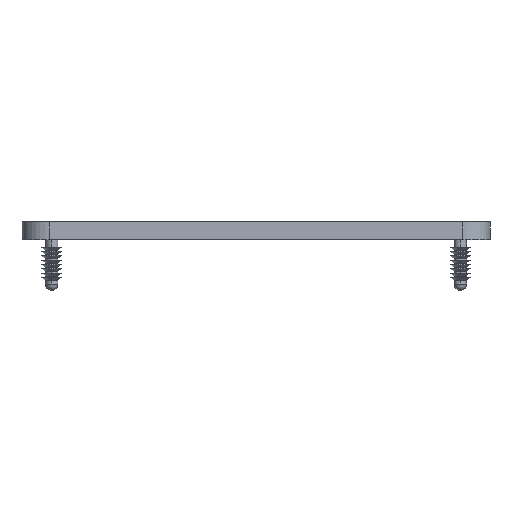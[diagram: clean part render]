
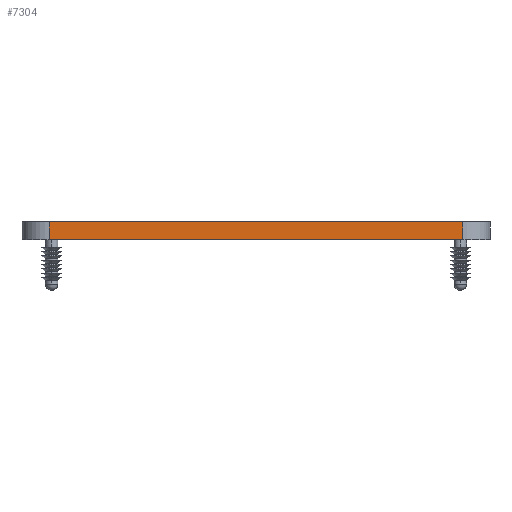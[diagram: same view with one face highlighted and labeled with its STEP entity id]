
A CAD part, left-side view. The second image highlights one B-rep face of the part: STEP entity #7304.
In plain terms, the highlighted planar face has unit normal (-1, 0, 0).
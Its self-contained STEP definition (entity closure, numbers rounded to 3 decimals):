
#199 = DIRECTION ( 'NONE',  ( 1., 0., 0. ) ) ;
#462 = ORIENTED_EDGE ( 'NONE', *, *, #10373, .F. ) ;
#793 = DIRECTION ( 'NONE',  ( 0., 1., 0. ) ) ;
#1215 = CARTESIAN_POINT ( 'NONE',  ( -60., 53., 4.6 ) ) ;
#1356 = LINE ( 'NONE', #3550, #10192 ) ;
#1361 = ORIENTED_EDGE ( 'NONE', *, *, #8565, .F. ) ;
#1391 = CARTESIAN_POINT ( 'NONE',  ( -60., -53., 4.6 ) ) ;
#1645 = VECTOR ( 'NONE', #7171, 1000. ) ;
#1667 = VERTEX_POINT ( 'NONE', #1391 ) ;
#2023 = CARTESIAN_POINT ( 'NONE',  ( -60., 0., 4.6 ) ) ;
#2408 = AXIS2_PLACEMENT_3D ( 'NONE', #3492, #199, #793 ) ;
#2578 = DIRECTION ( 'NONE',  ( 0., 1., 0. ) ) ;
#2662 = VERTEX_POINT ( 'NONE', #3246 ) ;
#2949 = CARTESIAN_POINT ( 'NONE',  ( -60., 53., 4.6 ) ) ;
#3246 = CARTESIAN_POINT ( 'NONE',  ( -60., 53., 0. ) ) ;
#3492 = CARTESIAN_POINT ( 'NONE',  ( -60., -60., 4.6 ) ) ;
#3550 = CARTESIAN_POINT ( 'NONE',  ( -60., 0., 0. ) ) ;
#3936 = LINE ( 'NONE', #1215, #1645 ) ;
#4296 = VECTOR ( 'NONE', #7195, 1000. ) ;
#4426 = EDGE_CURVE ( 'NONE', #1667, #6779, #10500, .T. ) ;
#5129 = DIRECTION ( 'NONE',  ( 0., 0., -1. ) ) ;
#5285 = FACE_OUTER_BOUND ( 'NONE', #8166, .T. ) ;
#6779 = VERTEX_POINT ( 'NONE', #6924 ) ;
#6872 = CARTESIAN_POINT ( 'NONE',  ( -60., -53., 4.6 ) ) ;
#6924 = CARTESIAN_POINT ( 'NONE',  ( -60., -53., 0. ) ) ;
#7015 = VECTOR ( 'NONE', #5129, 1000. ) ;
#7171 = DIRECTION ( 'NONE',  ( 0., 0., 1. ) ) ;
#7195 = DIRECTION ( 'NONE',  ( 0., -1., 0. ) ) ;
#7304 = ADVANCED_FACE ( 'NONE', ( #5285 ), #8592, .F. ) ;
#8117 = EDGE_CURVE ( 'NONE', #2662, #10226, #3936, .T. ) ;
#8166 = EDGE_LOOP ( 'NONE', ( #8703, #462, #9691, #1361 ) ) ;
#8167 = LINE ( 'NONE', #2023, #4296 ) ;
#8565 = EDGE_CURVE ( 'NONE', #6779, #2662, #1356, .T. ) ;
#8592 = PLANE ( 'NONE',  #2408 ) ;
#8703 = ORIENTED_EDGE ( 'NONE', *, *, #4426, .F. ) ;
#9691 = ORIENTED_EDGE ( 'NONE', *, *, #8117, .F. ) ;
#10192 = VECTOR ( 'NONE', #2578, 1000. ) ;
#10226 = VERTEX_POINT ( 'NONE', #2949 ) ;
#10373 = EDGE_CURVE ( 'NONE', #10226, #1667, #8167, .T. ) ;
#10500 = LINE ( 'NONE', #6872, #7015 ) ;
